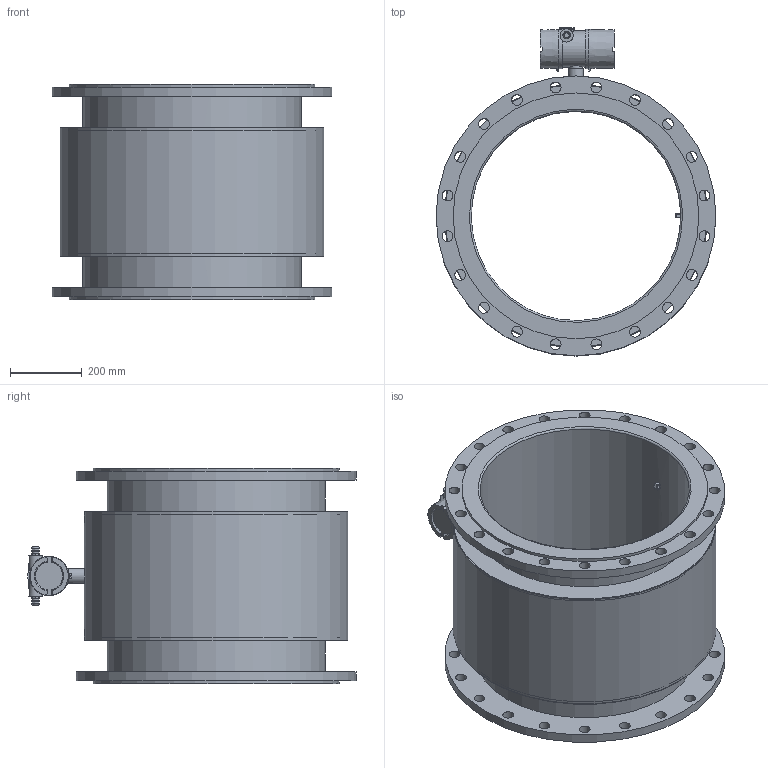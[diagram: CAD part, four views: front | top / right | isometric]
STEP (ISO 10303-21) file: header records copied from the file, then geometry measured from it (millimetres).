
FILE_DESCRIPTION(/* description */ (''),/* implementation_level */ '2;1');
FILE_NAME(/* name */ 'magflux A DN600 kompakt.stp',/* time_stamp */ '2021-11-30T00:35:16+01:00',/* author */ ('g.duesseldorf'),/* organization */ (''),/* preprocessor_version */ 'ST-DEVELOPER v18.1',/* originating_system */ 'Autodesk Inventor 2022',/* authorisation */ '');
FILE_SCHEMA (('CONFIG_CONTROL_DESIGN'));
Length unit declared in the file: millimetre
Products named in the file (1): magflux A DN600 kompakt_Ersatzobjekt_1
Bounding box: 780 x 914.53 x 600 mm (x, y, z)
Volume: 28229211.2 mm3; surface area: 5584361.7 mm2
Topology: 7 solids, 8 shells, 352 faces, 862 edges, 550 vertices
Faces by surface type: plane 148, cylinder 122, cone 65, torus 10, bspline 5, sphere 2
Full cylindrical faces by diameter (mm): 3 x2, 4.917 x2, 5 x2, 10.106 x1, 17 x4, 18.376 x1, 18.6 x4, 19.8 x4, 20 x1, 30 x40, 37 x2, 37.8 x1, 42 x2, 65 x1, 70.25 x1, 78 x1, 100.8 x1, 109.6 x2, 584 x1, 608 x1, 613 x4, 685 x2, 730 x3, 734 x1, 780 x2
Entity records: 11595 total; most frequent: CARTESIAN_POINT 2771, DIRECTION 1772, ORIENTED_EDGE 1716, EDGE_CURVE 858, AXIS2_PLACEMENT_3D 731, VERTEX_POINT 550, EDGE_LOOP 476, STYLED_ITEM 359
